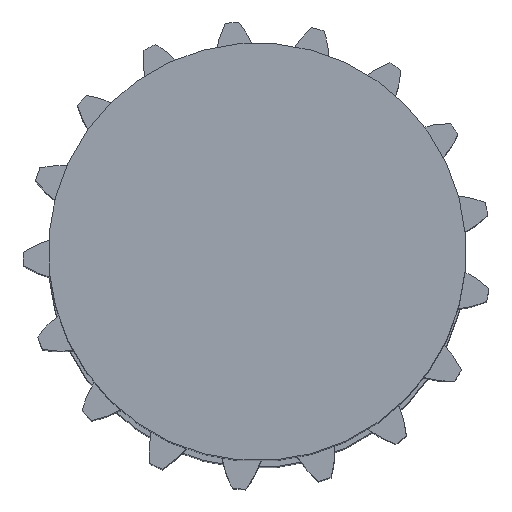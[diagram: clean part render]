
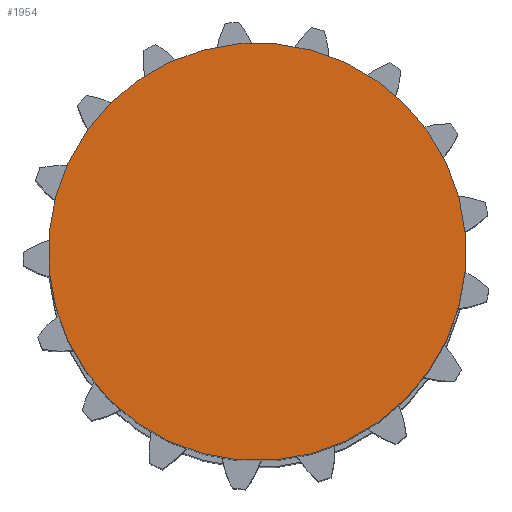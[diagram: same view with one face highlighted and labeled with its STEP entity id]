
A CAD part, top view. The second image highlights one B-rep face of the part: STEP entity #1954.
In plain terms, the highlighted planar face has unit normal (0, 0, 1).
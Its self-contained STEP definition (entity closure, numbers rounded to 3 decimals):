
#92=PLANE('',#2087);
#176=CIRCLE('',#2085,15.);
#803=ORIENTED_EDGE('',*,*,#1118,.T.);
#1118=EDGE_CURVE('',#1330,#1330,#176,.T.);
#1330=VERTEX_POINT('',#5643);
#1683=EDGE_LOOP('',(#803));
#1803=FACE_BOUND('',#1683,.T.);
#1954=ADVANCED_FACE('',(#1803),#92,.F.);
#2085=AXIS2_PLACEMENT_3D('',#5642,#2327,#2328);
#2087=AXIS2_PLACEMENT_3D('',#5646,#2331,#2332);
#2327=DIRECTION('',(0.,0.,1.));
#2328=DIRECTION('',(-0.966,0.259,0.));
#2331=DIRECTION('',(0.,0.,-1.));
#2332=DIRECTION('',(0.966,-0.259,0.));
#5642=CARTESIAN_POINT('',(0.,0.,160.));
#5643=CARTESIAN_POINT('',(-14.489,3.882,160.));
#5646=CARTESIAN_POINT('',(0.,0.,160.));
